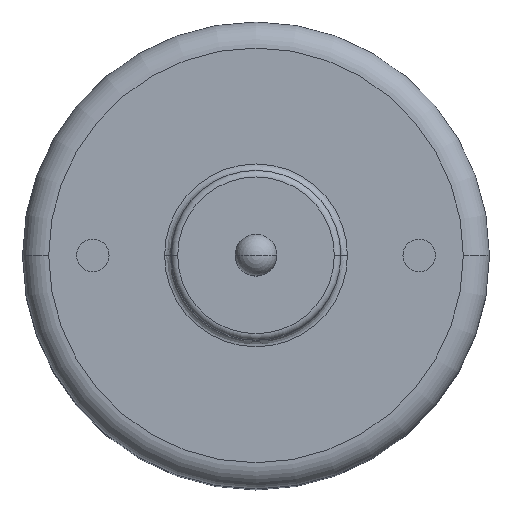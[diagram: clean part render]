
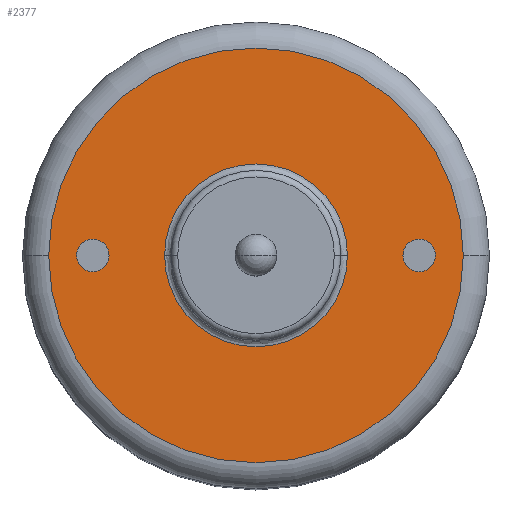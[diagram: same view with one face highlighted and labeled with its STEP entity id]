
A CAD part, top view. The second image highlights one B-rep face of the part: STEP entity #2377.
In plain terms, the highlighted planar face has unit normal (0, 0, 1).
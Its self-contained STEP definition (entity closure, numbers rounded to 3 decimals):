
#91=CARTESIAN_POINT('',(-15.875,0.,25.0));
#92=VERTEX_POINT('',#91);
#100=CARTESIAN_POINT('',(15.875,0.,25.0));
#101=VERTEX_POINT('',#100);
#102=CARTESIAN_POINT('',(0.0,0.0,25.0));
#103=DIRECTION('',(0.0,0.0,-1.0));
#104=DIRECTION('',(-1.0,0.0,0.0));
#105=AXIS2_PLACEMENT_3D('',#102,#103,#104);
#106=CIRCLE('',#105,15.875);
#107=EDGE_CURVE('',#92,#101,#106,.T.);
#267=CARTESIAN_POINT('',(7.,0.,25.0));
#268=VERTEX_POINT('',#267);
#285=CARTESIAN_POINT('',(-7.,0.,25.0));
#286=VERTEX_POINT('',#285);
#294=CARTESIAN_POINT('',(0.0,0.0,25.0));
#295=DIRECTION('',(0.0,0.0,1.0));
#296=DIRECTION('',(-1.0,0.0,0.0));
#297=AXIS2_PLACEMENT_3D('',#294,#295,#296);
#298=CIRCLE('',#297,7.);
#299=EDGE_CURVE('',#286,#268,#298,.T.);
#468=CARTESIAN_POINT('',(13.75,0.0,25.0));
#469=VERTEX_POINT('',#468);
#485=CARTESIAN_POINT('',(11.25,0.,25.0));
#486=VERTEX_POINT('',#485);
#493=CARTESIAN_POINT('',(12.5,0.0,25.0));
#494=DIRECTION('',(0.0,0.0,-1.0));
#495=DIRECTION('',(1.0,0.0,0.0));
#496=AXIS2_PLACEMENT_3D('',#493,#494,#495);
#497=CIRCLE('',#496,1.25);
#498=EDGE_CURVE('',#469,#486,#497,.T.);
#510=CARTESIAN_POINT('',(-13.75,0.0,25.0));
#511=VERTEX_POINT('',#510);
#527=CARTESIAN_POINT('',(-11.25,0.,25.0));
#528=VERTEX_POINT('',#527);
#535=CARTESIAN_POINT('',(-12.5,0.0,25.0));
#536=DIRECTION('',(0.0,0.0,-1.0));
#537=DIRECTION('',(-1.0,0.0,0.0));
#538=AXIS2_PLACEMENT_3D('',#535,#536,#537);
#539=CIRCLE('',#538,1.25);
#540=EDGE_CURVE('',#511,#528,#539,.T.);
#2143=CARTESIAN_POINT('',(-12.5,0.0,25.0));
#2144=DIRECTION('',(0.0,0.0,-1.0));
#2145=DIRECTION('',(-1.0,0.0,0.0));
#2146=AXIS2_PLACEMENT_3D('',#2143,#2144,#2145);
#2147=CIRCLE('',#2146,1.25);
#2148=EDGE_CURVE('',#528,#511,#2147,.T.);
#2188=CARTESIAN_POINT('',(12.5,0.0,25.0));
#2189=DIRECTION('',(0.0,0.0,-1.0));
#2190=DIRECTION('',(1.0,0.0,0.0));
#2191=AXIS2_PLACEMENT_3D('',#2188,#2189,#2190);
#2192=CIRCLE('',#2191,1.25);
#2193=EDGE_CURVE('',#486,#469,#2192,.T.);
#2338=CARTESIAN_POINT('',(0.0,0.0,25.0));
#2339=DIRECTION('',(0.0,0.0,1.0));
#2340=DIRECTION('',(-1.0,0.0,0.0));
#2341=AXIS2_PLACEMENT_3D('',#2338,#2339,#2340);
#2342=CIRCLE('',#2341,7.);
#2343=EDGE_CURVE('',#268,#286,#2342,.T.);
#2350=CARTESIAN_POINT('',(0.0,0.0,25.0));
#2351=DIRECTION('',(0.0,0.0,-1.0));
#2352=DIRECTION('',(-1.0,0.0,0.0));
#2353=AXIS2_PLACEMENT_3D('',#2350,#2351,#2352);
#2354=PLANE('',#2353);
#2355=CARTESIAN_POINT('',(0.0,0.0,25.0));
#2356=DIRECTION('',(0.0,0.0,-1.0));
#2357=DIRECTION('',(-1.0,0.0,0.0));
#2358=AXIS2_PLACEMENT_3D('',#2355,#2356,#2357);
#2359=CIRCLE('',#2358,15.875);
#2360=EDGE_CURVE('',#101,#92,#2359,.T.);
#2361=ORIENTED_EDGE('',*,*,#2360,.F.);
#2362=ORIENTED_EDGE('',*,*,#107,.F.);
#2363=EDGE_LOOP('',(#2361,#2362));
#2364=FACE_OUTER_BOUND('',#2363,.T.);
#2365=ORIENTED_EDGE('',*,*,#540,.T.);
#2366=ORIENTED_EDGE('',*,*,#2148,.T.);
#2367=EDGE_LOOP('',(#2365,#2366));
#2368=FACE_BOUND('',#2367,.T.);
#2369=ORIENTED_EDGE('',*,*,#498,.T.);
#2370=ORIENTED_EDGE('',*,*,#2193,.T.);
#2371=EDGE_LOOP('',(#2369,#2370));
#2372=FACE_BOUND('',#2371,.T.);
#2373=ORIENTED_EDGE('',*,*,#2343,.F.);
#2374=ORIENTED_EDGE('',*,*,#299,.F.);
#2375=EDGE_LOOP('',(#2373,#2374));
#2376=FACE_BOUND('',#2375,.T.);
#2377=ADVANCED_FACE('',(#2364,#2368,#2372,#2376),#2354,.F.);
